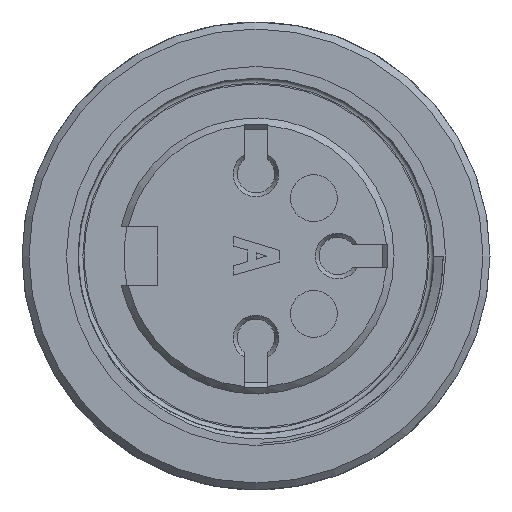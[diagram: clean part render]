
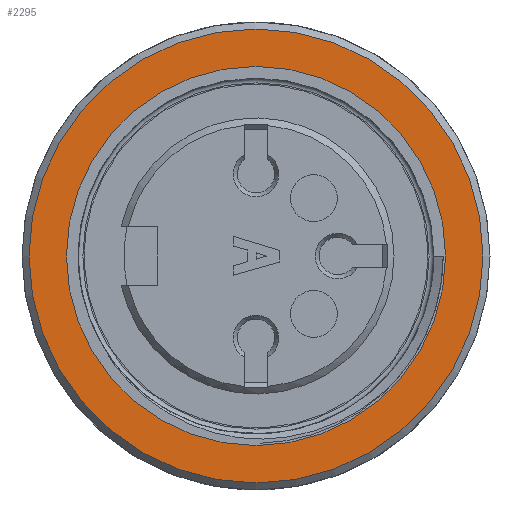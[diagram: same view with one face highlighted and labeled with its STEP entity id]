
A CAD part, front view. The second image highlights one B-rep face of the part: STEP entity #2295.
In plain terms, the highlighted planar face has unit normal (0, -1, 0).
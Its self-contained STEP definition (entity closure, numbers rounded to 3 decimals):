
#1817=FACE_BOUND('',#3462,.T.);
#1818=FACE_BOUND('',#3463,.T.);
#1958=CIRCLE('',#10409,8.1);
#1959=CIRCLE('',#10411,9.7);
#2295=ADVANCED_FACE('',(#1817,#1818),#2640,.F.);
#2640=PLANE('',#10412);
#3462=EDGE_LOOP('',(#4949));
#3463=EDGE_LOOP('',(#4950));
#4949=ORIENTED_EDGE('',*,*,#8128,.F.);
#4950=ORIENTED_EDGE('',*,*,#8129,.T.);
#7025=VERTEX_POINT('',#30770);
#7026=VERTEX_POINT('',#30773);
#8128=EDGE_CURVE('',#7025,#7025,#1958,.T.);
#8129=EDGE_CURVE('',#7026,#7026,#1959,.T.);
#10409=AXIS2_PLACEMENT_3D('',#30769,#11404,#11405);
#10411=AXIS2_PLACEMENT_3D('',#30772,#11408,#11409);
#10412=AXIS2_PLACEMENT_3D('',#30774,#11410,#11411);
#11404=DIRECTION('',(0.,-1.,0.));
#11405=DIRECTION('',(1.,0.,0.));
#11408=DIRECTION('',(0.,-1.,0.));
#11409=DIRECTION('',(1.,0.,0.));
#11410=DIRECTION('',(0.,1.,0.));
#11411=DIRECTION('',(-1.,0.,0.));
#30769=CARTESIAN_POINT('',(0.596,-24.756,0.));
#30770=CARTESIAN_POINT('',(8.696,-24.756,0.));
#30772=CARTESIAN_POINT('',(0.596,-24.756,0.));
#30773=CARTESIAN_POINT('',(10.296,-24.756,0.));
#30774=CARTESIAN_POINT('',(10.296,-24.756,0.));
